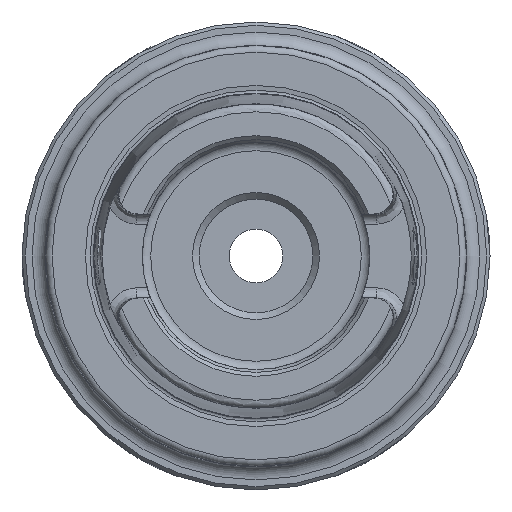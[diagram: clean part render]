
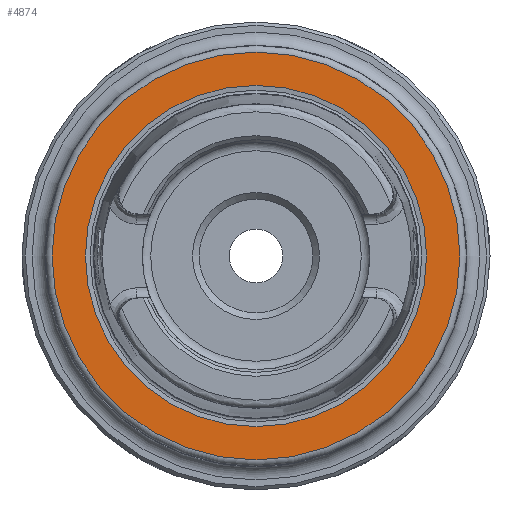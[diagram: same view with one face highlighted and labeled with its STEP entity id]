
A CAD part, left-side view. The second image highlights one B-rep face of the part: STEP entity #4874.
In plain terms, the highlighted planar face has unit normal (-1, 0, 0).
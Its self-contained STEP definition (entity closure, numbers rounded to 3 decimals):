
#142=FACE_BOUND('',#818,.T.);
#286=PLANE('',#5420);
#540=FACE_OUTER_BOUND('',#817,.T.);
#817=EDGE_LOOP('',(#4544,#4545));
#818=EDGE_LOOP('',(#4546,#4547));
#1104=CIRCLE('',#5418,25.521);
#1105=CIRCLE('',#5419,25.521);
#1106=CIRCLE('',#5421,30.5);
#1107=CIRCLE('',#5422,30.5);
#2280=VERTEX_POINT('',#11066);
#2281=VERTEX_POINT('',#11068);
#2282=VERTEX_POINT('',#11072);
#2283=VERTEX_POINT('',#11073);
#3036=EDGE_CURVE('',#2281,#2280,#1104,.T.);
#3037=EDGE_CURVE('',#2280,#2281,#1105,.T.);
#3038=EDGE_CURVE('',#2282,#2283,#1106,.T.);
#3039=EDGE_CURVE('',#2283,#2282,#1107,.T.);
#4544=ORIENTED_EDGE('',*,*,#3038,.F.);
#4545=ORIENTED_EDGE('',*,*,#3039,.F.);
#4546=ORIENTED_EDGE('',*,*,#3036,.T.);
#4547=ORIENTED_EDGE('',*,*,#3037,.T.);
#4874=ADVANCED_FACE('',(#540,#142),#286,.T.);
#5418=AXIS2_PLACEMENT_3D('',#11069,#6713,#6714);
#5419=AXIS2_PLACEMENT_3D('',#11070,#6715,#6716);
#5420=AXIS2_PLACEMENT_3D('',#11071,#6717,#6718);
#5421=AXIS2_PLACEMENT_3D('',#11074,#6719,#6720);
#5422=AXIS2_PLACEMENT_3D('',#11075,#6721,#6722);
#6713=DIRECTION('center_axis',(1.,0.,0.));
#6714=DIRECTION('ref_axis',(0.,0.,-1.));
#6715=DIRECTION('center_axis',(1.,0.,0.));
#6716=DIRECTION('ref_axis',(0.,0.,-1.));
#6717=DIRECTION('center_axis',(-1.,0.,0.));
#6718=DIRECTION('ref_axis',(0.,0.,1.));
#6719=DIRECTION('center_axis',(1.,0.,0.));
#6720=DIRECTION('ref_axis',(0.,0.,-1.));
#6721=DIRECTION('center_axis',(1.,0.,0.));
#6722=DIRECTION('ref_axis',(0.,0.,-1.));
#11066=CARTESIAN_POINT('',(0.,-25.521,0.));
#11068=CARTESIAN_POINT('',(0.,25.521,0.));
#11069=CARTESIAN_POINT('Origin',(0.,0.,
0.));
#11070=CARTESIAN_POINT('Origin',(0.,0.,
0.));
#11071=CARTESIAN_POINT('Origin',(0.,30.5,0.));
#11072=CARTESIAN_POINT('',(0.,30.5,0.));
#11073=CARTESIAN_POINT('',(0.,0.,
30.5));
#11074=CARTESIAN_POINT('Origin',(0.,0.,
0.));
#11075=CARTESIAN_POINT('Origin',(0.,0.,
0.));
